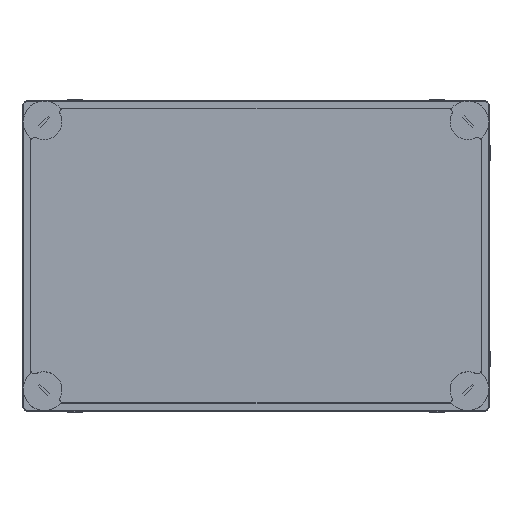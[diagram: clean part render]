
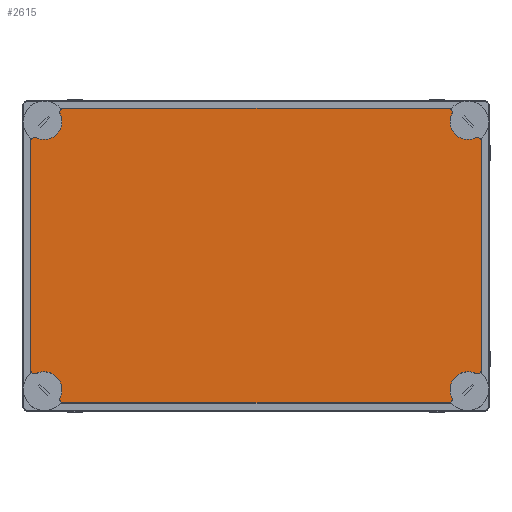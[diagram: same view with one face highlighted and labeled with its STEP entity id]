
A CAD part, top view. The second image highlights one B-rep face of the part: STEP entity #2615.
In plain terms, the highlighted planar face has unit normal (0, 0, 1).
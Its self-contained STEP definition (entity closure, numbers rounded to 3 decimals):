
#2615 = ADVANCED_FACE( '', ( #7439 ), #7440, .T. );
#7439 = FACE_OUTER_BOUND( '', #14801, .T. );
#7440 = PLANE( '', #14802 );
#14801 = EDGE_LOOP( '', ( #22675, #22676, #22677, #22678, #22679, #22680, #22681, #22682, #22683, #22684, #22685, #22686, #22687, #22688, #22689, #22690 ) );
#14802 = AXIS2_PLACEMENT_3D( '', #22691, #22692, #22693 );
#22675 = ORIENTED_EDGE( '', *, *, #44172, .F. );
#22676 = ORIENTED_EDGE( '', *, *, #44173, .T. );
#22677 = ORIENTED_EDGE( '', *, *, #44174, .T. );
#22678 = ORIENTED_EDGE( '', *, *, #44175, .T. );
#22679 = ORIENTED_EDGE( '', *, *, #43942, .F. );
#22680 = ORIENTED_EDGE( '', *, *, #44176, .T. );
#22681 = ORIENTED_EDGE( '', *, *, #44177, .T. );
#22682 = ORIENTED_EDGE( '', *, *, #44178, .T. );
#22683 = ORIENTED_EDGE( '', *, *, #44179, .F. );
#22684 = ORIENTED_EDGE( '', *, *, #44180, .T. );
#22685 = ORIENTED_EDGE( '', *, *, #44181, .T. );
#22686 = ORIENTED_EDGE( '', *, *, #44182, .T. );
#22687 = ORIENTED_EDGE( '', *, *, #44183, .F. );
#22688 = ORIENTED_EDGE( '', *, *, #44184, .T. );
#22689 = ORIENTED_EDGE( '', *, *, #44185, .T. );
#22690 = ORIENTED_EDGE( '', *, *, #44186, .T. );
#22691 = CARTESIAN_POINT( '', ( 4., 4., 105. ) );
#22692 = DIRECTION( '', ( 0., 0., 1. ) );
#22693 = DIRECTION( '', ( 1., 0., 0. ) );
#43942 = EDGE_CURVE( '', #52738, #52739, #52740, .T. );
#44172 = EDGE_CURVE( '', #53148, #53149, #53150, .T. );
#44173 = EDGE_CURVE( '', #53148, #53151, #53152, .T. );
#44174 = EDGE_CURVE( '', #53151, #53153, #53154, .T. );
#44175 = EDGE_CURVE( '', #53153, #52739, #53155, .T. );
#44176 = EDGE_CURVE( '', #52738, #53156, #53157, .T. );
#44177 = EDGE_CURVE( '', #53156, #53158, #53159, .T. );
#44178 = EDGE_CURVE( '', #53158, #53160, #53161, .T. );
#44179 = EDGE_CURVE( '', #53162, #53160, #53163, .T. );
#44180 = EDGE_CURVE( '', #53162, #53164, #53165, .T. );
#44181 = EDGE_CURVE( '', #53164, #53166, #53167, .T. );
#44182 = EDGE_CURVE( '', #53166, #53168, #53169, .T. );
#44183 = EDGE_CURVE( '', #53170, #53168, #53171, .T. );
#44184 = EDGE_CURVE( '', #53170, #53172, #53173, .T. );
#44185 = EDGE_CURVE( '', #53172, #53174, #53175, .T. );
#44186 = EDGE_CURVE( '', #53174, #53149, #53176, .T. );
#52738 = VERTEX_POINT( '', #65667 );
#52739 = VERTEX_POINT( '', #65668 );
#52740 = CIRCLE( '', #65669, 14.5 );
#53148 = VERTEX_POINT( '', #66227 );
#53149 = VERTEX_POINT( '', #66228 );
#53150 = CIRCLE( '', #66229, 14.5 );
#53151 = VERTEX_POINT( '', #66230 );
#53152 = CIRCLE( '', #66231, 3. );
#53153 = VERTEX_POINT( '', #66232 );
#53154 = LINE( '', #66233, #66234 );
#53155 = CIRCLE( '', #66235, 3. );
#53156 = VERTEX_POINT( '', #66236 );
#53157 = CIRCLE( '', #66237, 3. );
#53158 = VERTEX_POINT( '', #66238 );
#53159 = LINE( '', #66239, #66240 );
#53160 = VERTEX_POINT( '', #66241 );
#53161 = CIRCLE( '', #66242, 3. );
#53162 = VERTEX_POINT( '', #66243 );
#53163 = CIRCLE( '', #66244, 14.5 );
#53164 = VERTEX_POINT( '', #66245 );
#53165 = CIRCLE( '', #66246, 3. );
#53166 = VERTEX_POINT( '', #66247 );
#53167 = LINE( '', #66248, #66249 );
#53168 = VERTEX_POINT( '', #66250 );
#53169 = CIRCLE( '', #66251, 3. );
#53170 = VERTEX_POINT( '', #66252 );
#53171 = CIRCLE( '', #66253, 14.5 );
#53172 = VERTEX_POINT( '', #66254 );
#53173 = CIRCLE( '', #66255, 3. );
#53174 = VERTEX_POINT( '', #66256 );
#53175 = LINE( '', #66257, #66258 );
#53176 = CIRCLE( '', #66259, 3. );
#65667 = CARTESIAN_POINT( '', ( 29.601, 10.286, 105. ) );
#65668 = CARTESIAN_POINT( '', ( 10.286, 29.601, 105. ) );
#65669 = AXIS2_PLACEMENT_3D( '', #82902, #82903, #82904 );
#66227 = CARTESIAN_POINT( '', ( 10.286, 218.399, 105. ) );
#66228 = CARTESIAN_POINT( '', ( 29.601, 237.714, 105. ) );
#66229 = AXIS2_PLACEMENT_3D( '', #83175, #83176, #83177 );
#66230 = CARTESIAN_POINT( '', ( 6., 215.689, 105. ) );
#66231 = AXIS2_PLACEMENT_3D( '', #83178, #83179, #83180 );
#66232 = CARTESIAN_POINT( '', ( 6., 32.311, 105. ) );
#66233 = CARTESIAN_POINT( '', ( 6., 218.029, 105. ) );
#66234 = VECTOR( '', #83181, 1000. );
#66235 = AXIS2_PLACEMENT_3D( '', #83182, #83183, #83184 );
#66236 = CARTESIAN_POINT( '', ( 32.311, 6., 105. ) );
#66237 = AXIS2_PLACEMENT_3D( '', #83185, #83186, #83187 );
#66238 = CARTESIAN_POINT( '', ( 340.689, 6., 105. ) );
#66239 = CARTESIAN_POINT( '', ( 29.953, 6., 105. ) );
#66240 = VECTOR( '', #83188, 1000. );
#66241 = CARTESIAN_POINT( '', ( 343.399, 10.286, 105. ) );
#66242 = AXIS2_PLACEMENT_3D( '', #83189, #83190, #83191 );
#66243 = CARTESIAN_POINT( '', ( 362.714, 29.601, 105. ) );
#66244 = AXIS2_PLACEMENT_3D( '', #83192, #83193, #83194 );
#66245 = CARTESIAN_POINT( '', ( 367., 32.311, 105. ) );
#66246 = AXIS2_PLACEMENT_3D( '', #83195, #83196, #83197 );
#66247 = CARTESIAN_POINT( '', ( 367., 215.689, 105. ) );
#66248 = CARTESIAN_POINT( '', ( 367., 29.971, 105. ) );
#66249 = VECTOR( '', #83198, 1000. );
#66250 = CARTESIAN_POINT( '', ( 362.714, 218.399, 105. ) );
#66251 = AXIS2_PLACEMENT_3D( '', #83199, #83200, #83201 );
#66252 = CARTESIAN_POINT( '', ( 343.399, 237.714, 105. ) );
#66253 = AXIS2_PLACEMENT_3D( '', #83202, #83203, #83204 );
#66254 = CARTESIAN_POINT( '', ( 340.689, 242., 105. ) );
#66255 = AXIS2_PLACEMENT_3D( '', #83205, #83206, #83207 );
#66256 = CARTESIAN_POINT( '', ( 32.311, 242., 105. ) );
#66257 = CARTESIAN_POINT( '', ( 343.047, 242., 105. ) );
#66258 = VECTOR( '', #83208, 1000. );
#66259 = AXIS2_PLACEMENT_3D( '', #83209, #83210, #83211 );
#82902 = CARTESIAN_POINT( '', ( 16.5, 16.5, 105. ) );
#82903 = DIRECTION( '', ( 0., 0., 1. ) );
#82904 = DIRECTION( '', ( 1., 0., 0. ) );
#83175 = CARTESIAN_POINT( '', ( 16.5, 231.5, 105. ) );
#83176 = DIRECTION( '', ( 0., 0., 1. ) );
#83177 = DIRECTION( '', ( 1., 0., 0. ) );
#83178 = CARTESIAN_POINT( '', ( 9., 215.689, 105. ) );
#83179 = DIRECTION( '', ( 0., 0., 1. ) );
#83180 = DIRECTION( '', ( 1., 0., 0. ) );
#83181 = DIRECTION( '', ( 0., -1., 0. ) );
#83182 = CARTESIAN_POINT( '', ( 9., 32.311, 105. ) );
#83183 = DIRECTION( '', ( 0., 0., 1. ) );
#83184 = DIRECTION( '', ( 1., 0., 0. ) );
#83185 = CARTESIAN_POINT( '', ( 32.311, 9., 105. ) );
#83186 = DIRECTION( '', ( 0., 0., 1. ) );
#83187 = DIRECTION( '', ( 1., 0., 0. ) );
#83188 = DIRECTION( '', ( 1., 0., 0. ) );
#83189 = CARTESIAN_POINT( '', ( 340.689, 9., 105. ) );
#83190 = DIRECTION( '', ( 0., 0., 1. ) );
#83191 = DIRECTION( '', ( 1., 0., 0. ) );
#83192 = CARTESIAN_POINT( '', ( 356.5, 16.5, 105. ) );
#83193 = DIRECTION( '', ( 0., 0., 1. ) );
#83194 = DIRECTION( '', ( 1., 0., 0. ) );
#83195 = CARTESIAN_POINT( '', ( 364., 32.311, 105. ) );
#83196 = DIRECTION( '', ( 0., 0., 1. ) );
#83197 = DIRECTION( '', ( 1., 0., 0. ) );
#83198 = DIRECTION( '', ( 0., 1., 0. ) );
#83199 = CARTESIAN_POINT( '', ( 364., 215.689, 105. ) );
#83200 = DIRECTION( '', ( 0., 0., 1. ) );
#83201 = DIRECTION( '', ( 1., 0., 0. ) );
#83202 = CARTESIAN_POINT( '', ( 356.5, 231.5, 105. ) );
#83203 = DIRECTION( '', ( 0., 0., 1. ) );
#83204 = DIRECTION( '', ( 1., 0., 0. ) );
#83205 = CARTESIAN_POINT( '', ( 340.689, 239., 105. ) );
#83206 = DIRECTION( '', ( 0., 0., 1. ) );
#83207 = DIRECTION( '', ( 1., 0., 0. ) );
#83208 = DIRECTION( '', ( -1., 0., 0. ) );
#83209 = CARTESIAN_POINT( '', ( 32.311, 239., 105. ) );
#83210 = DIRECTION( '', ( 0., 0., 1. ) );
#83211 = DIRECTION( '', ( 1., 0., 0. ) );
